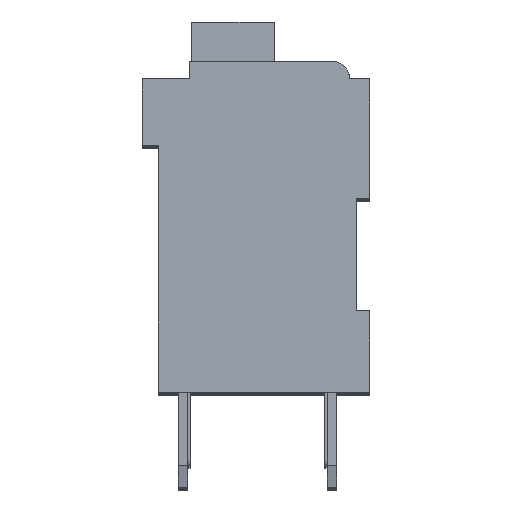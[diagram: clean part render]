
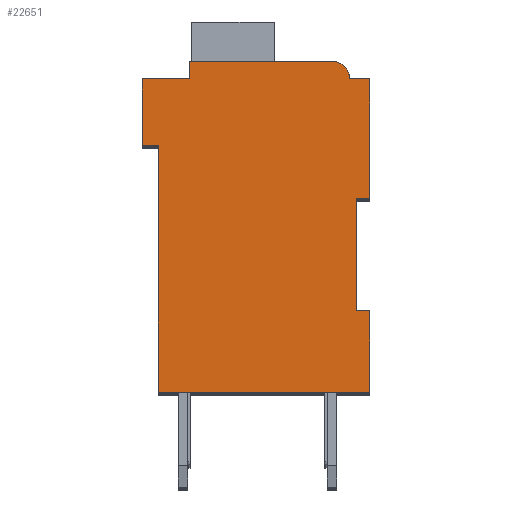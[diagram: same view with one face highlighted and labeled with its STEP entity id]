
A CAD part, top view. The second image highlights one B-rep face of the part: STEP entity #22651.
In plain terms, the highlighted planar face has unit normal (0, 0, 1).
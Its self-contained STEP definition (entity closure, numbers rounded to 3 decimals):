
#3656=DIRECTION('',(1.,0.,0.));
#3657=VECTOR('',#3656,0.5);
#3658=CARTESIAN_POINT('',(7.3,7.15,2.1));
#3659=LINE('',#3658,#3657);
#3660=DIRECTION('',(0.,1.,0.));
#3661=VECTOR('',#3660,4.15);
#3662=CARTESIAN_POINT('',(7.3,3.,2.1));
#3663=LINE('',#3662,#3661);
#3664=DIRECTION('',(-1.,0.,0.));
#3665=VECTOR('',#3664,0.5);
#3666=CARTESIAN_POINT('',(7.8,3.,2.1));
#3667=LINE('',#3666,#3665);
#3668=DIRECTION('',(0.,1.,0.));
#3669=VECTOR('',#3668,3.);
#3670=CARTESIAN_POINT('',(7.8,0.,2.1));
#3671=LINE('',#3670,#3669);
#3672=DIRECTION('',(1.,0.,0.));
#3673=VECTOR('',#3672,7.8);
#3674=CARTESIAN_POINT('',(0.,0.,2.1));
#3675=LINE('',#3674,#3673);
#3676=DIRECTION('',(0.,-1.,0.));
#3677=VECTOR('',#3676,9.1);
#3678=CARTESIAN_POINT('',(0.,9.1,2.1));
#3679=LINE('',#3678,#3677);
#3680=DIRECTION('',(1.,0.,0.));
#3681=VECTOR('',#3680,0.6);
#3682=CARTESIAN_POINT('',(-0.6,9.1,2.1));
#3683=LINE('',#3682,#3681);
#3684=DIRECTION('',(0.,-1.,0.));
#3685=VECTOR('',#3684,2.45);
#3686=CARTESIAN_POINT('',(-0.6,11.55,2.1));
#3687=LINE('',#3686,#3685);
#3688=DIRECTION('',(-1.,0.,0.));
#3689=VECTOR('',#3688,1.75);
#3690=CARTESIAN_POINT('',(1.15,11.55,2.1));
#3691=LINE('',#3690,#3689);
#3692=DIRECTION('',(0.,-1.,0.));
#3693=VECTOR('',#3692,0.65);
#3694=CARTESIAN_POINT('',(1.15,12.2,2.1));
#3695=LINE('',#3694,#3693);
#3696=DIRECTION('',(-1.,0.,0.));
#3697=VECTOR('',#3696,5.25);
#3698=CARTESIAN_POINT('',(6.4,12.2,2.1));
#3699=LINE('',#3698,#3697);
#3700=CARTESIAN_POINT('',(6.4,11.55,2.1));
#3701=DIRECTION('',(0.,0.,1.));
#3702=DIRECTION('',(1.,0.,0.));
#3703=AXIS2_PLACEMENT_3D('',#3700,#3701,#3702);
#3705=DIRECTION('',(-1.,0.,0.));
#3706=VECTOR('',#3705,0.75);
#3707=CARTESIAN_POINT('',(7.8,11.55,2.1));
#3708=LINE('',#3707,#3706);
#3709=DIRECTION('',(0.,1.,0.));
#3710=VECTOR('',#3709,4.4);
#3711=CARTESIAN_POINT('',(7.8,7.15,2.1));
#3712=LINE('',#3711,#3710);
#14867=CARTESIAN_POINT('',(7.3,7.15,2.1));
#14868=CARTESIAN_POINT('',(7.8,7.15,2.1));
#14869=VERTEX_POINT('',#14867);
#14870=VERTEX_POINT('',#14868);
#14871=CARTESIAN_POINT('',(7.8,11.55,2.1));
#14872=VERTEX_POINT('',#14871);
#14873=CARTESIAN_POINT('',(7.05,11.55,2.1));
#14874=VERTEX_POINT('',#14873);
#14875=CARTESIAN_POINT('',(6.4,12.2,2.1));
#14876=VERTEX_POINT('',#14875);
#14877=CARTESIAN_POINT('',(1.15,12.2,2.1));
#14878=VERTEX_POINT('',#14877);
#14879=CARTESIAN_POINT('',(1.15,11.55,2.1));
#14880=VERTEX_POINT('',#14879);
#14881=CARTESIAN_POINT('',(-0.6,11.55,2.1));
#14882=VERTEX_POINT('',#14881);
#14883=CARTESIAN_POINT('',(-0.6,9.1,2.1));
#14884=VERTEX_POINT('',#14883);
#14885=CARTESIAN_POINT('',(0.,9.1,2.1));
#14886=VERTEX_POINT('',#14885);
#14887=CARTESIAN_POINT('',(0.,0.,2.1));
#14888=VERTEX_POINT('',#14887);
#14889=CARTESIAN_POINT('',(7.8,0.,2.1));
#14890=VERTEX_POINT('',#14889);
#14891=CARTESIAN_POINT('',(7.8,3.,2.1));
#14892=VERTEX_POINT('',#14891);
#14893=CARTESIAN_POINT('',(7.3,3.,2.1));
#14894=VERTEX_POINT('',#14893);
#22627=CARTESIAN_POINT('',(0.,0.,2.1));
#22628=DIRECTION('',(0.,0.,1.));
#22629=DIRECTION('',(1.,0.,0.));
#22630=AXIS2_PLACEMENT_3D('',#22627,#22628,#22629);
#22631=PLANE('',#22630);
#22632=ORIENTED_EDGE('',*,*,#19548,.F.);
#22633=ORIENTED_EDGE('',*,*,#20299,.F.);
#22635=ORIENTED_EDGE('',*,*,#22634,.F.);
#22637=ORIENTED_EDGE('',*,*,#22636,.F.);
#22639=ORIENTED_EDGE('',*,*,#22638,.F.);
#22640=ORIENTED_EDGE('',*,*,#20566,.F.);
#22641=ORIENTED_EDGE('',*,*,#20718,.F.);
#22642=ORIENTED_EDGE('',*,*,#20992,.F.);
#22643=ORIENTED_EDGE('',*,*,#21271,.F.);
#22644=ORIENTED_EDGE('',*,*,#21340,.F.);
#22645=ORIENTED_EDGE('',*,*,#21754,.F.);
#22646=ORIENTED_EDGE('',*,*,#22373,.F.);
#22647=ORIENTED_EDGE('',*,*,#22221,.F.);
#22648=ORIENTED_EDGE('',*,*,#19955,.F.);
#22649=EDGE_LOOP('',(#22632,#22633,#22635,#22637,#22639,#22640,#22641,#22642,
#22643,#22644,#22645,#22646,#22647,#22648));
#22650=FACE_OUTER_BOUND('',#22649,.F.);
#3704=CIRCLE('',#3703,0.65);
#19548=EDGE_CURVE('',#14869,#14870,#3659,.T.);
#19955=EDGE_CURVE('',#14870,#14872,#3712,.T.);
#20299=EDGE_CURVE('',#14894,#14869,#3663,.T.);
#20566=EDGE_CURVE('',#14886,#14888,#3679,.T.);
#20718=EDGE_CURVE('',#14884,#14886,#3683,.T.);
#20992=EDGE_CURVE('',#14882,#14884,#3687,.T.);
#21271=EDGE_CURVE('',#14880,#14882,#3691,.T.);
#21340=EDGE_CURVE('',#14878,#14880,#3695,.T.);
#21754=EDGE_CURVE('',#14876,#14878,#3699,.T.);
#22221=EDGE_CURVE('',#14872,#14874,#3708,.T.);
#22373=EDGE_CURVE('',#14874,#14876,#3704,.T.);
#22634=EDGE_CURVE('',#14892,#14894,#3667,.T.);
#22636=EDGE_CURVE('',#14890,#14892,#3671,.T.);
#22638=EDGE_CURVE('',#14888,#14890,#3675,.T.);
#22651=ADVANCED_FACE('',(#22650),#22631,.T.);
